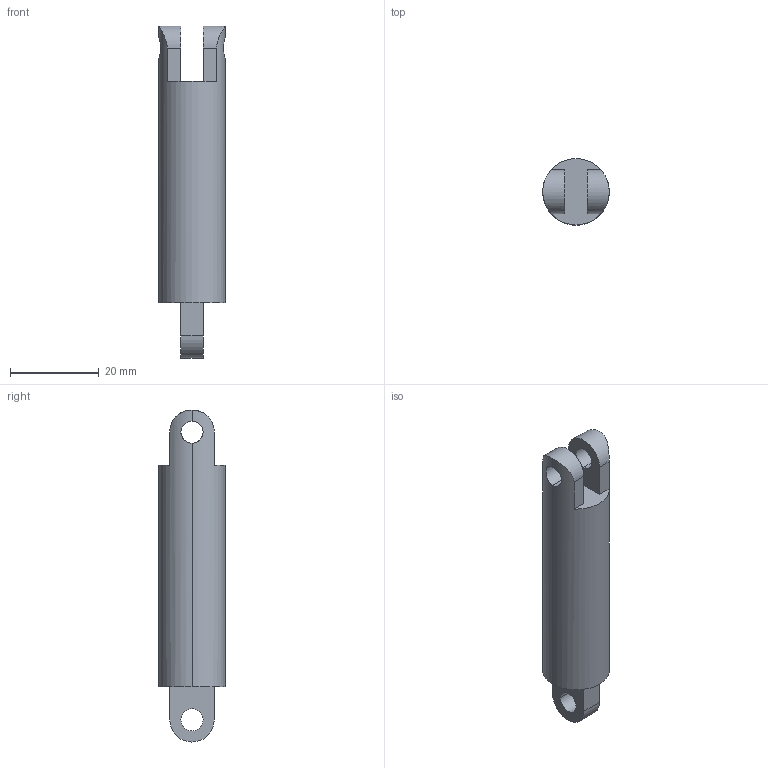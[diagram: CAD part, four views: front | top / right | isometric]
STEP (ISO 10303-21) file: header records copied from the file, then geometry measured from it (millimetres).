
FILE_DESCRIPTION (( 'STEP AP203' ), '1' );
FILE_NAME ('P3_Predeterminado_sldprt.STEP', '2022-04-27T13:33:37', ( '' ), ( '' ), 'SwSTEP 2.0', 'SolidWorks 2021', '' );
FILE_SCHEMA (( 'CONFIG_CONTROL_DESIGN' ));
Length unit declared in the file: millimetre
Products named in the file (1): P3_Predeterminado_sldprt
Bounding box: 15 x 15 x 75 mm (x, y, z)
Volume: 10134.5 mm3; surface area: 3761.7 mm2
Topology: 1 solids, 1 shells, 23 faces, 62 edges, 40 vertices
Faces by surface type: plane 12, cylinder 11
Entity records: 981 total; most frequent: CARTESIAN_POINT 314, ORIENTED_EDGE 124, DIRECTION 118, EDGE_CURVE 62, AXIS2_PLACEMENT_3D 40, VERTEX_POINT 40, VECTOR 38, LINE 38
